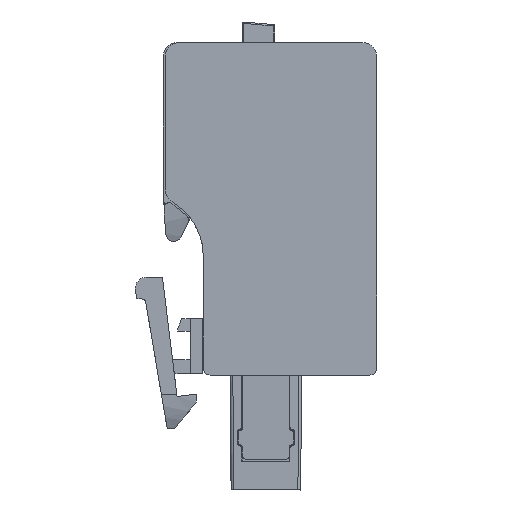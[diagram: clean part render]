
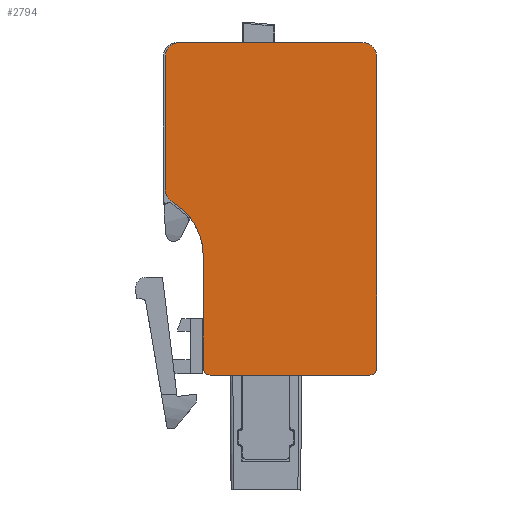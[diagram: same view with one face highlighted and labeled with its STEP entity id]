
A CAD part, left-side view. The second image highlights one B-rep face of the part: STEP entity #2794.
In plain terms, the highlighted planar face has unit normal (-1, 0, 0).
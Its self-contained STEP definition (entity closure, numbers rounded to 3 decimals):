
#780=AXIS2_PLACEMENT_3D('Circle Axis2P3D',#778,#779,$) ;
#813=AXIS2_PLACEMENT_3D('Circle Axis2P3D',#811,#812,$) ;
#945=AXIS2_PLACEMENT_3D('Circle Axis2P3D',#943,#944,$) ;
#995=AXIS2_PLACEMENT_3D('Circle Axis2P3D',#993,#994,$) ;
#1047=AXIS2_PLACEMENT_3D('Circle Axis2P3D',#1045,#1046,$) ;
#1227=AXIS2_PLACEMENT_3D('Circle Axis2P3D',#1225,#1226,$) ;
#2779=AXIS2_PLACEMENT_3D('Plane Axis2P3D',#2776,#2777,#2778) ;
#778=CARTESIAN_POINT('Axis2P3D Location',(0.,17.1,17.034)) ;
#782=CARTESIAN_POINT('Vertex',(0.,14.85,20.931)) ;
#784=CARTESIAN_POINT('Vertex',(0.,12.6,17.034)) ;
#811=CARTESIAN_POINT('Axis2P3D Location',(0.,14.35,21.797)) ;
#815=CARTESIAN_POINT('Vertex',(0.,15.35,21.797)) ;
#836=CARTESIAN_POINT('Line Origine',(0.,15.35,26.651)) ;
#840=CARTESIAN_POINT('Vertex',(0.,15.35,31.504)) ;
#943=CARTESIAN_POINT('Axis2P3D Location',(0.,14.35,31.5)) ;
#947=CARTESIAN_POINT('Vertex',(0.,14.35,32.5)) ;
#968=CARTESIAN_POINT('Line Origine',(0.,7.675,32.5)) ;
#972=CARTESIAN_POINT('Vertex',(0.,1.,32.5)) ;
#993=CARTESIAN_POINT('Axis2P3D Location',(0.,1.,31.5)) ;
#997=CARTESIAN_POINT('Vertex',(0.,0.,31.5)) ;
#1018=CARTESIAN_POINT('Line Origine',(0.,0.,20.175)) ;
#1022=CARTESIAN_POINT('Vertex',(0.,0.,8.85)) ;
#1045=CARTESIAN_POINT('Axis2P3D Location',(0.,0.5,8.85)) ;
#1049=CARTESIAN_POINT('Vertex',(0.,0.5,8.35)) ;
#1089=CARTESIAN_POINT('Line Origine',(0.,6.3,8.35)) ;
#1093=CARTESIAN_POINT('Vertex',(0.,12.1,8.35)) ;
#1222=CARTESIAN_POINT('Vertex',(0.,12.6,8.85)) ;
#1225=CARTESIAN_POINT('Axis2P3D Location',(0.,12.1,8.85)) ;
#1243=CARTESIAN_POINT('Line Origine',(0.,12.6,12.942)) ;
#2776=CARTESIAN_POINT('Axis2P3D Location',(0.,22.05,-0.85)) ;
#779=DIRECTION('Axis2P3D Direction',(-1.,0.,0.)) ;
#812=DIRECTION('Axis2P3D Direction',(-1.,0.,0.)) ;
#837=DIRECTION('Vector Direction',(0.,0.,1.)) ;
#944=DIRECTION('Axis2P3D Direction',(-1.,0.,0.)) ;
#969=DIRECTION('Vector Direction',(0.,-1.,0.)) ;
#994=DIRECTION('Axis2P3D Direction',(-1.,0.,0.)) ;
#1019=DIRECTION('Vector Direction',(0.,0.,1.)) ;
#1046=DIRECTION('Axis2P3D Direction',(-1.,0.,0.)) ;
#1090=DIRECTION('Vector Direction',(0.,-1.,0.)) ;
#1226=DIRECTION('Axis2P3D Direction',(-1.,0.,0.)) ;
#1244=DIRECTION('Vector Direction',(0.,0.,-1.)) ;
#2777=DIRECTION('Axis2P3D Direction',(-1.,0.,0.)) ;
#2778=DIRECTION('Axis2P3D XDirection',(0.,-1.,0.)) ;
#838=VECTOR('Line Direction',#837,1.) ;
#970=VECTOR('Line Direction',#969,1.) ;
#1020=VECTOR('Line Direction',#1019,1.) ;
#1091=VECTOR('Line Direction',#1090,1.) ;
#1245=VECTOR('Line Direction',#1244,1.) ;
#2782=ORIENTED_EDGE('',*,*,#786,.T.) ;
#2783=ORIENTED_EDGE('',*,*,#1247,.T.) ;
#2784=ORIENTED_EDGE('',*,*,#1229,.T.) ;
#2785=ORIENTED_EDGE('',*,*,#1095,.T.) ;
#2786=ORIENTED_EDGE('',*,*,#1051,.F.) ;
#2787=ORIENTED_EDGE('',*,*,#1024,.T.) ;
#2788=ORIENTED_EDGE('',*,*,#999,.T.) ;
#2789=ORIENTED_EDGE('',*,*,#974,.F.) ;
#2790=ORIENTED_EDGE('',*,*,#949,.T.) ;
#2791=ORIENTED_EDGE('',*,*,#842,.F.) ;
#2792=ORIENTED_EDGE('',*,*,#817,.T.) ;
#2794=ADVANCED_FACE('CVPL',(#2793),#2780,.T.) ;
#781=CIRCLE('generated circle',#780,4.5) ;
#814=CIRCLE('generated circle',#813,1.) ;
#946=CIRCLE('generated circle',#945,1.) ;
#996=CIRCLE('generated circle',#995,1.) ;
#1048=CIRCLE('generated circle',#1047,0.5) ;
#1228=CIRCLE('generated circle',#1227,0.5) ;
#786=EDGE_CURVE('',#783,#785,#781,.F.) ;
#817=EDGE_CURVE('',#816,#783,#814,.T.) ;
#842=EDGE_CURVE('',#816,#841,#839,.T.) ;
#949=EDGE_CURVE('',#948,#841,#946,.T.) ;
#974=EDGE_CURVE('',#948,#973,#971,.T.) ;
#999=EDGE_CURVE('',#998,#973,#996,.T.) ;
#1024=EDGE_CURVE('',#1023,#998,#1021,.T.) ;
#1051=EDGE_CURVE('',#1023,#1050,#1048,.F.) ;
#1095=EDGE_CURVE('',#1094,#1050,#1092,.T.) ;
#1229=EDGE_CURVE('',#1223,#1094,#1228,.T.) ;
#1247=EDGE_CURVE('',#785,#1223,#1246,.T.) ;
#2781=EDGE_LOOP('',(#2782,#2783,#2784,#2785,#2786,#2787,#2788,#2789,#2790,#2791,#2792)) ;
#2793=FACE_OUTER_BOUND('',#2781,.T.) ;
#839=LINE('Line',#836,#838) ;
#971=LINE('Line',#968,#970) ;
#1021=LINE('Line',#1018,#1020) ;
#1092=LINE('Line',#1089,#1091) ;
#1246=LINE('Line',#1243,#1245) ;
#2780=PLANE('',#2779) ;
#783=VERTEX_POINT('',#782) ;
#785=VERTEX_POINT('',#784) ;
#816=VERTEX_POINT('',#815) ;
#841=VERTEX_POINT('',#840) ;
#948=VERTEX_POINT('',#947) ;
#973=VERTEX_POINT('',#972) ;
#998=VERTEX_POINT('',#997) ;
#1023=VERTEX_POINT('',#1022) ;
#1050=VERTEX_POINT('',#1049) ;
#1094=VERTEX_POINT('',#1093) ;
#1223=VERTEX_POINT('',#1222) ;
